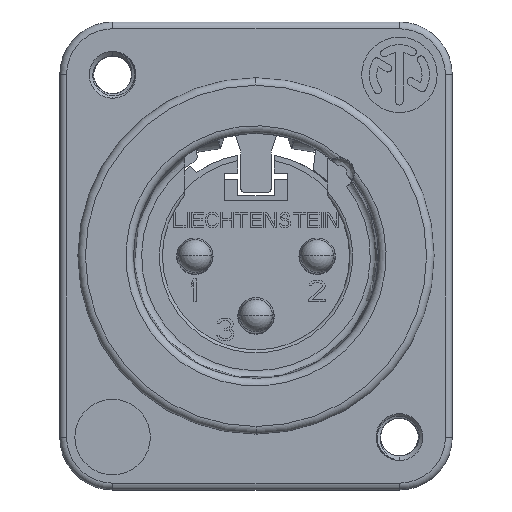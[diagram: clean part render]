
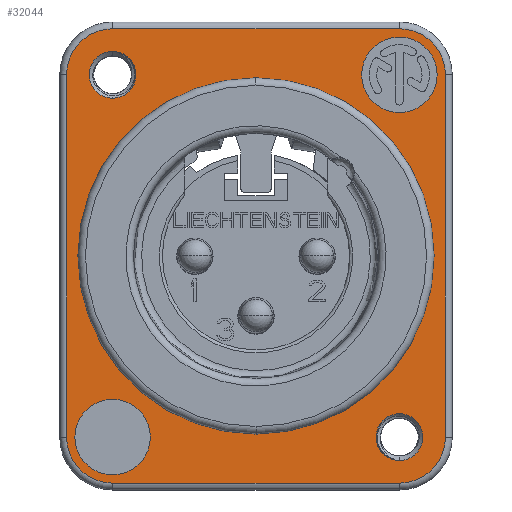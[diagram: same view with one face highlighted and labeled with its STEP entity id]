
A CAD part, top view. The second image highlights one B-rep face of the part: STEP entity #32044.
In plain terms, the highlighted planar face has unit normal (0, 0, 1).
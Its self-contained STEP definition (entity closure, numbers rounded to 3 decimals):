
#133=CARTESIAN_POINT('',(0.,0.,2.));
#134=DIRECTION('',(0.,0.,-1.));
#135=DIRECTION('',(0.,-1.,0.));
#136=AXIS2_PLACEMENT_3D('',#133,#134,#135);
#138=CARTESIAN_POINT('',(0.,0.,2.));
#139=DIRECTION('',(0.,0.,1.));
#140=DIRECTION('',(0.,-1.,0.));
#141=AXIS2_PLACEMENT_3D('',#138,#139,#140);
#143=CARTESIAN_POINT('',(-9.5,-12.,2.));
#144=DIRECTION('',(0.,0.,1.));
#145=DIRECTION('',(1.,0.,0.));
#146=AXIS2_PLACEMENT_3D('',#143,#144,#145);
#148=CARTESIAN_POINT('',(-9.5,-12.,2.));
#149=DIRECTION('',(0.,0.,1.));
#150=DIRECTION('',(-1.,0.,0.));
#151=AXIS2_PLACEMENT_3D('',#148,#149,#150);
#153=CARTESIAN_POINT('',(9.5,12.,2.));
#154=DIRECTION('',(0.,0.,1.));
#155=DIRECTION('',(1.,0.,0.));
#156=AXIS2_PLACEMENT_3D('',#153,#154,#155);
#158=CARTESIAN_POINT('',(9.5,12.,2.));
#159=DIRECTION('',(0.,0.,1.));
#160=DIRECTION('',(-1.,0.,0.));
#161=AXIS2_PLACEMENT_3D('',#158,#159,#160);
#163=CARTESIAN_POINT('',(-9.5,12.,2.));
#164=DIRECTION('',(0.,0.,-1.));
#165=DIRECTION('',(0.,1.,0.));
#166=AXIS2_PLACEMENT_3D('',#163,#164,#165);
#168=CARTESIAN_POINT('',(-9.5,12.,2.));
#169=DIRECTION('',(0.,0.,-1.));
#170=DIRECTION('',(0.,-1.,0.));
#171=AXIS2_PLACEMENT_3D('',#168,#169,#170);
#173=CARTESIAN_POINT('',(9.5,-12.,2.));
#174=DIRECTION('',(0.,0.,-1.));
#175=DIRECTION('',(0.,-1.,0.));
#176=AXIS2_PLACEMENT_3D('',#173,#174,#175);
#178=CARTESIAN_POINT('',(9.5,-12.,2.));
#179=DIRECTION('',(0.,0.,-1.));
#180=DIRECTION('',(0.,1.,0.));
#181=AXIS2_PLACEMENT_3D('',#178,#179,#180);
#183=CARTESIAN_POINT('',(9.5,12.,2.));
#184=DIRECTION('',(0.,0.,1.));
#185=DIRECTION('',(1.,0.,0.));
#186=AXIS2_PLACEMENT_3D('',#183,#184,#185);
#188=DIRECTION('',(0.,1.,0.));
#189=VECTOR('',#188,24.);
#190=CARTESIAN_POINT('',(12.55,-12.,2.));
#191=LINE('',#190,#189);
#192=CARTESIAN_POINT('',(9.5,-12.,2.));
#193=DIRECTION('',(0.,0.,1.));
#194=DIRECTION('',(0.,-1.,0.));
#195=AXIS2_PLACEMENT_3D('',#192,#193,#194);
#197=DIRECTION('',(1.,0.,0.));
#198=VECTOR('',#197,19.);
#199=CARTESIAN_POINT('',(-9.5,-15.05,2.));
#200=LINE('',#199,#198);
#201=CARTESIAN_POINT('',(-9.5,-12.,2.));
#202=DIRECTION('',(0.,0.,1.));
#203=DIRECTION('',(-1.,0.,0.));
#204=AXIS2_PLACEMENT_3D('',#201,#202,#203);
#206=DIRECTION('',(0.,-1.,0.));
#207=VECTOR('',#206,24.);
#208=CARTESIAN_POINT('',(-12.55,12.,2.));
#209=LINE('',#208,#207);
#210=CARTESIAN_POINT('',(-9.5,12.,2.));
#211=DIRECTION('',(0.,0.,1.));
#212=DIRECTION('',(0.,1.,0.));
#213=AXIS2_PLACEMENT_3D('',#210,#211,#212);
#215=DIRECTION('',(-1.,0.,0.));
#216=VECTOR('',#215,19.);
#217=CARTESIAN_POINT('',(9.5,15.05,2.));
#218=LINE('',#217,#216);
#25160=CARTESIAN_POINT('',(0.,-11.8,2.));
#25161=CARTESIAN_POINT('',(0.,11.8,2.));
#25162=VERTEX_POINT('',#25160);
#25163=VERTEX_POINT('',#25161);
#25188=CARTESIAN_POINT('',(-7.,-12.,2.));
#25189=CARTESIAN_POINT('',(-12.,-12.,2.));
#25190=VERTEX_POINT('',#25188);
#25191=VERTEX_POINT('',#25189);
#25192=CARTESIAN_POINT('',(12.,12.,2.));
#25193=CARTESIAN_POINT('',(7.,12.,2.));
#25194=VERTEX_POINT('',#25192);
#25195=VERTEX_POINT('',#25193);
#26441=CARTESIAN_POINT('',(-9.5,13.55,2.));
#26442=CARTESIAN_POINT('',(-9.5,10.45,2.));
#26443=VERTEX_POINT('',#26441);
#26444=VERTEX_POINT('',#26442);
#26445=CARTESIAN_POINT('',(9.5,-13.55,2.));
#26446=CARTESIAN_POINT('',(9.5,-10.45,2.));
#26447=VERTEX_POINT('',#26445);
#26448=VERTEX_POINT('',#26446);
#26462=CARTESIAN_POINT('',(12.55,12.,2.));
#26463=CARTESIAN_POINT('',(9.5,15.05,2.));
#26464=VERTEX_POINT('',#26462);
#26465=VERTEX_POINT('',#26463);
#26470=CARTESIAN_POINT('',(-9.5,15.05,2.));
#26471=VERTEX_POINT('',#26470);
#26474=CARTESIAN_POINT('',(-12.55,12.,2.));
#26475=VERTEX_POINT('',#26474);
#26478=CARTESIAN_POINT('',(-12.55,-12.,2.));
#26479=VERTEX_POINT('',#26478);
#26482=CARTESIAN_POINT('',(-9.5,-15.05,2.));
#26483=VERTEX_POINT('',#26482);
#26486=CARTESIAN_POINT('',(9.5,-15.05,2.));
#26487=VERTEX_POINT('',#26486);
#26490=CARTESIAN_POINT('',(12.55,-12.,2.));
#26491=VERTEX_POINT('',#26490);
#31992=CARTESIAN_POINT('',(0.,0.,2.));
#31993=DIRECTION('',(0.,0.,1.));
#31994=DIRECTION('',(0.,1.,0.));
#31995=AXIS2_PLACEMENT_3D('',#31992,#31993,#31994);
#31996=PLANE('',#31995);
#31998=ORIENTED_EDGE('',*,*,#31997,.F.);
#32000=ORIENTED_EDGE('',*,*,#31999,.F.);
#32002=ORIENTED_EDGE('',*,*,#32001,.F.);
#32004=ORIENTED_EDGE('',*,*,#32003,.F.);
#32006=ORIENTED_EDGE('',*,*,#32005,.F.);
#32008=ORIENTED_EDGE('',*,*,#32007,.F.);
#32010=ORIENTED_EDGE('',*,*,#32009,.F.);
#32012=ORIENTED_EDGE('',*,*,#32011,.F.);
#32013=EDGE_LOOP('',(#31998,#32000,#32002,#32004,#32006,#32008,#32010,#32012));
#32014=FACE_OUTER_BOUND('',#32013,.F.);
#32015=ORIENTED_EDGE('',*,*,#31982,.T.);
#32017=ORIENTED_EDGE('',*,*,#32016,.T.);
#32018=EDGE_LOOP('',(#32015,#32017));
#32019=FACE_BOUND('',#32018,.F.);
#32021=ORIENTED_EDGE('',*,*,#32020,.T.);
#32023=ORIENTED_EDGE('',*,*,#32022,.T.);
#32024=EDGE_LOOP('',(#32021,#32023));
#32025=FACE_BOUND('',#32024,.F.);
#32027=ORIENTED_EDGE('',*,*,#32026,.F.);
#32029=ORIENTED_EDGE('',*,*,#32028,.F.);
#32030=EDGE_LOOP('',(#32027,#32029));
#32031=FACE_BOUND('',#32030,.F.);
#32033=ORIENTED_EDGE('',*,*,#32032,.F.);
#32035=ORIENTED_EDGE('',*,*,#32034,.F.);
#32036=EDGE_LOOP('',(#32033,#32035));
#32037=FACE_BOUND('',#32036,.F.);
#32039=ORIENTED_EDGE('',*,*,#32038,.F.);
#32041=ORIENTED_EDGE('',*,*,#32040,.T.);
#32042=EDGE_LOOP('',(#32039,#32041));
#32043=FACE_BOUND('',#32042,.F.);
#32044=ADVANCED_FACE('',(#32014,#32019,#32025,#32031,#32037,#32043),#31996,.T.);
#137=CIRCLE('',#136,11.8);
#142=CIRCLE('',#141,11.8);
#147=CIRCLE('',#146,2.5);
#152=CIRCLE('',#151,2.5);
#157=CIRCLE('',#156,2.5);
#162=CIRCLE('',#161,2.5);
#167=CIRCLE('',#166,1.55);
#172=CIRCLE('',#171,1.55);
#177=CIRCLE('',#176,1.55);
#182=CIRCLE('',#181,1.55);
#187=CIRCLE('',#186,3.05);
#196=CIRCLE('',#195,3.05);
#205=CIRCLE('',#204,3.05);
#214=CIRCLE('',#213,3.05);
#31982=EDGE_CURVE('',#25190,#25191,#147,.T.);
#31997=EDGE_CURVE('',#26464,#26465,#187,.T.);
#31999=EDGE_CURVE('',#26491,#26464,#191,.T.);
#32001=EDGE_CURVE('',#26487,#26491,#196,.T.);
#32003=EDGE_CURVE('',#26483,#26487,#200,.T.);
#32005=EDGE_CURVE('',#26479,#26483,#205,.T.);
#32007=EDGE_CURVE('',#26475,#26479,#209,.T.);
#32009=EDGE_CURVE('',#26471,#26475,#214,.T.);
#32011=EDGE_CURVE('',#26465,#26471,#218,.T.);
#32016=EDGE_CURVE('',#25191,#25190,#152,.T.);
#32020=EDGE_CURVE('',#25194,#25195,#157,.T.);
#32022=EDGE_CURVE('',#25195,#25194,#162,.T.);
#32026=EDGE_CURVE('',#26443,#26444,#167,.T.);
#32028=EDGE_CURVE('',#26444,#26443,#172,.T.);
#32032=EDGE_CURVE('',#26447,#26448,#177,.T.);
#32034=EDGE_CURVE('',#26448,#26447,#182,.T.);
#32038=EDGE_CURVE('',#25162,#25163,#137,.T.);
#32040=EDGE_CURVE('',#25162,#25163,#142,.T.);
